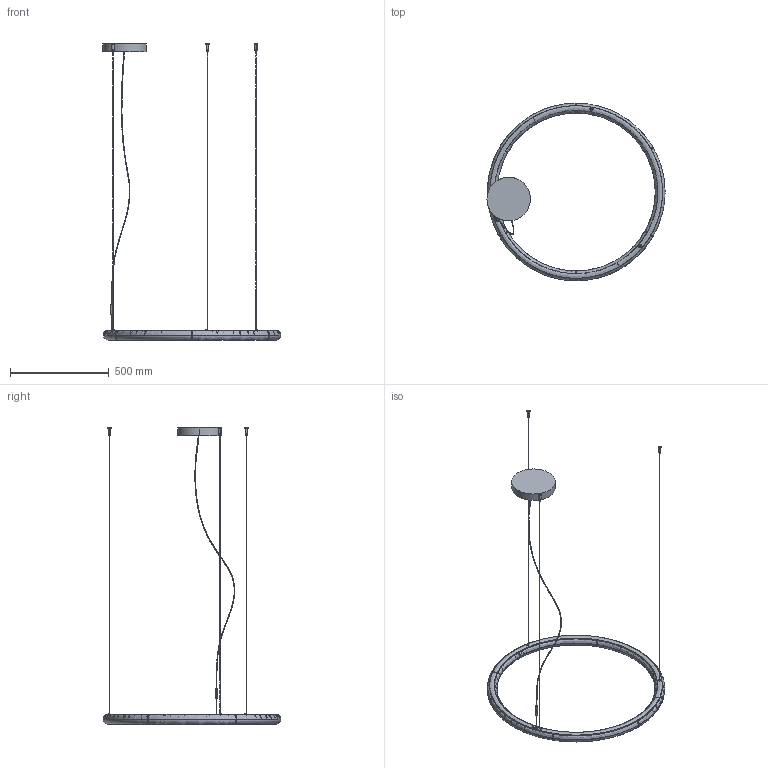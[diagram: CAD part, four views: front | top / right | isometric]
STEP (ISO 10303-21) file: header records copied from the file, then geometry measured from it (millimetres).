
FILE_DESCRIPTION(/* description */ (''),/* implementation_level */ '2;1');
FILE_NAME(/* name */ '3D_Alphabet of light circular 900',/* time_stamp */ '2017-05-22T17:34:26+02:00',/* author */ (''),/* organization */ (''),/* preprocessor_version */ 'ST-DEVELOPER v10',/* originating_system */ '',/* authorisation */ '');
FILE_SCHEMA (('AUTOMOTIVE_DESIGN_CC2'));
Length unit declared in the file: millimetre
Products named in the file (1): 1
Bounding box: 901.69 x 900 x 1500 mm (x, y, z)
Volume: 1534388.1 mm3; surface area: 924512.1 mm2
Topology: 10 solids, 35 shells, 1280 faces, 3998 edges, 2614 vertices
Faces by surface type: bspline 855, plane 425
Entity records: 60504 total; most frequent: CARTESIAN_POINT 37955, ORIENTED_EDGE 7269, EDGE_CURVE 3951, B_SPLINE_CURVE_WITH_KNOTS 2747, VERTEX_POINT 2601, EDGE_LOOP 1323, ADVANCED_FACE 1280, FACE_OUTER_BOUND 1280
